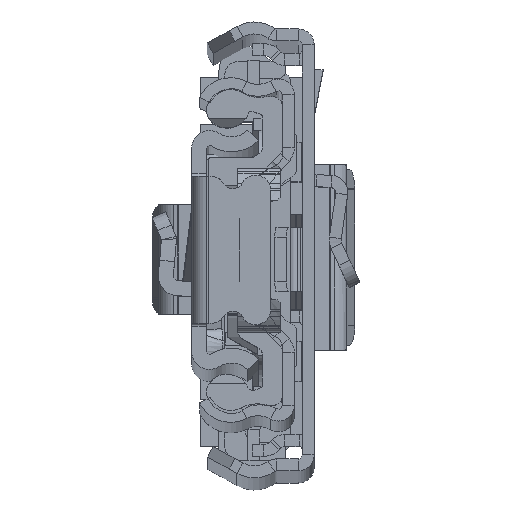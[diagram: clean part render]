
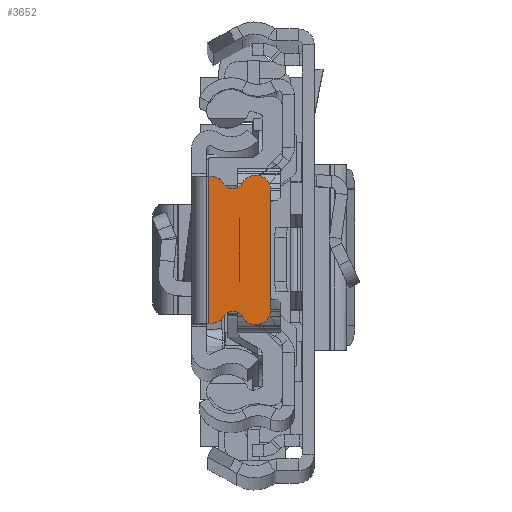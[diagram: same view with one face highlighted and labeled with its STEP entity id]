
A CAD part, top view. The second image highlights one B-rep face of the part: STEP entity #3652.
In plain terms, the highlighted planar face has unit normal (0, 0, 1).
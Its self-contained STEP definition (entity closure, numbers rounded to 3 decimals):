
#285 = CARTESIAN_POINT ( 'NONE',  ( -1.75, 0., 0. ) ) ;
#312 = DIRECTION ( 'NONE',  ( -1., 0., 0. ) ) ;
#543 = VECTOR ( 'NONE', #15691, 1000. ) ;
#1137 = CARTESIAN_POINT ( 'NONE',  ( -5.109, 6.713, 0. ) ) ;
#1283 = LINE ( 'NONE', #14154, #25715 ) ;
#1993 = EDGE_CURVE ( 'NONE', #21021, #11381, #26079, .T. ) ;
#2191 = DIRECTION ( 'NONE',  ( 0., 0., 1. ) ) ;
#2452 = EDGE_CURVE ( 'NONE', #16717, #22647, #16174, .T. ) ;
#2854 = ORIENTED_EDGE ( 'NONE', *, *, #24135, .T. ) ;
#3083 = DIRECTION ( 'NONE',  ( -1., 0., 0. ) ) ;
#3341 = VERTEX_POINT ( 'NONE', #32249 ) ;
#3652 = ADVANCED_FACE ( 'NONE', ( #8587 ), #19347, .T. ) ;
#3792 = AXIS2_PLACEMENT_3D ( 'NONE', #24161, #7929, #21692 ) ;
#4573 = DIRECTION ( 'NONE',  ( 0., 0., -1. ) ) ;
#4724 = LINE ( 'NONE', #285, #31310 ) ;
#4941 = CARTESIAN_POINT ( 'NONE',  ( -7.929, -6., 0. ) ) ;
#5592 = EDGE_CURVE ( 'NONE', #11381, #28577, #31420, .T. ) ;
#5945 = DIRECTION ( 'NONE',  ( 1., 0., 0. ) ) ;
#6544 = AXIS2_PLACEMENT_3D ( 'NONE', #30552, #8535, #3083 ) ;
#6914 = VERTEX_POINT ( 'NONE', #31688 ) ;
#7588 = CIRCLE ( 'NONE', #34606, 1.5 ) ;
#7929 = DIRECTION ( 'NONE',  ( 0., 0., 1. ) ) ;
#8507 = ORIENTED_EDGE ( 'NONE', *, *, #25135, .F. ) ;
#8535 = DIRECTION ( 'NONE',  ( 0., 0., -1. ) ) ;
#8583 = CARTESIAN_POINT ( 'NONE',  ( -1.929, -7.37, 0. ) ) ;
#8587 = FACE_OUTER_BOUND ( 'NONE', #31440, .T. ) ;
#9064 = DIRECTION ( 'NONE',  ( -1., 0., 0. ) ) ;
#10108 = CARTESIAN_POINT ( 'NONE',  ( -1.929, -5.87, 0. ) ) ;
#10394 = CARTESIAN_POINT ( 'NONE',  ( -4.142, 7.236, 0. ) ) ;
#10437 = CARTESIAN_POINT ( 'NONE',  ( -1.929, -7.37, 0. ) ) ;
#10820 = ORIENTED_EDGE ( 'NONE', *, *, #5592, .T. ) ;
#11381 = VERTEX_POINT ( 'NONE', #1137 ) ;
#11678 = EDGE_CURVE ( 'NONE', #16625, #6914, #30267, .T. ) ;
#11818 = DIRECTION ( 'NONE',  ( 0., 0., 1. ) ) ;
#12260 = CARTESIAN_POINT ( 'NONE',  ( -3.206, 6.658, 0. ) ) ;
#13589 = CARTESIAN_POINT ( 'NONE',  ( -7.929, -6., 0. ) ) ;
#14044 = ORIENTED_EDGE ( 'NONE', *, *, #2452, .F. ) ;
#14154 = CARTESIAN_POINT ( 'NONE',  ( -1.929, 7.37, 0. ) ) ;
#14403 = EDGE_CURVE ( 'NONE', #6914, #14617, #22317, .T. ) ;
#14617 = VERTEX_POINT ( 'NONE', #24322 ) ;
#15434 = ORIENTED_EDGE ( 'NONE', *, *, #29825, .T. ) ;
#15563 = DIRECTION ( 'NONE',  ( 1., 0., 0. ) ) ;
#15691 = DIRECTION ( 'NONE',  ( 0., -1., 0. ) ) ;
#15895 = VECTOR ( 'NONE', #312, 1000. ) ;
#16081 = CARTESIAN_POINT ( 'NONE',  ( -1.75, 7.37, 0. ) ) ;
#16086 = CIRCLE ( 'NONE', #24562, 1.5 ) ;
#16174 = LINE ( 'NONE', #8583, #15895 ) ;
#16532 = AXIS2_PLACEMENT_3D ( 'NONE', #10394, #4573, #18524 ) ;
#16625 = VERTEX_POINT ( 'NONE', #13589 ) ;
#16717 = VERTEX_POINT ( 'NONE', #16916 ) ;
#16751 = DIRECTION ( 'NONE',  ( -1., 0., 0. ) ) ;
#16916 = CARTESIAN_POINT ( 'NONE',  ( -1.75, -7.37, 0. ) ) ;
#17756 = ORIENTED_EDGE ( 'NONE', *, *, #11678, .T. ) ;
#18524 = DIRECTION ( 'NONE',  ( 1., 0., 0. ) ) ;
#19347 = PLANE ( 'NONE',  #32934 ) ;
#20277 = CARTESIAN_POINT ( 'NONE',  ( -7.929, 6., 0. ) ) ;
#21021 = VERTEX_POINT ( 'NONE', #12260 ) ;
#21383 = ORIENTED_EDGE ( 'NONE', *, *, #14403, .T. ) ;
#21646 = ORIENTED_EDGE ( 'NONE', *, *, #25792, .F. ) ;
#21692 = DIRECTION ( 'NONE',  ( 1., 0., 0. ) ) ;
#22317 = CIRCLE ( 'NONE', #6544, 1.1 ) ;
#22647 = VERTEX_POINT ( 'NONE', #10437 ) ;
#22821 = CARTESIAN_POINT ( 'NONE',  ( -1.929, 5.87, 0. ) ) ;
#24135 = EDGE_CURVE ( 'NONE', #3341, #21021, #7588, .T. ) ;
#24161 = CARTESIAN_POINT ( 'NONE',  ( -6.429, -6., 0. ) ) ;
#24214 = EDGE_CURVE ( 'NONE', #14617, #22647, #16086, .T. ) ;
#24322 = CARTESIAN_POINT ( 'NONE',  ( -3.206, -6.658, 0. ) ) ;
#24562 = AXIS2_PLACEMENT_3D ( 'NONE', #10108, #2191, #15563 ) ;
#24655 = CARTESIAN_POINT ( 'NONE',  ( 692.771, 0., 0. ) ) ;
#24756 = DIRECTION ( 'NONE',  ( 1., 0., 0. ) ) ;
#25135 = EDGE_CURVE ( 'NONE', #28364, #16717, #4724, .T. ) ;
#25715 = VECTOR ( 'NONE', #24756, 1000. ) ;
#25792 = EDGE_CURVE ( 'NONE', #3341, #28364, #1283, .T. ) ;
#26079 = CIRCLE ( 'NONE', #16532, 1.1 ) ;
#27354 = ORIENTED_EDGE ( 'NONE', *, *, #1993, .T. ) ;
#28364 = VERTEX_POINT ( 'NONE', #16081 ) ;
#28577 = VERTEX_POINT ( 'NONE', #20277 ) ;
#29055 = DIRECTION ( 'NONE',  ( 0., -1., 0. ) ) ;
#29085 = LINE ( 'NONE', #4941, #543 ) ;
#29825 = EDGE_CURVE ( 'NONE', #28577, #16625, #29085, .T. ) ;
#30092 = DIRECTION ( 'NONE',  ( 0., 0., 1. ) ) ;
#30267 = CIRCLE ( 'NONE', #3792, 1.5 ) ;
#30552 = CARTESIAN_POINT ( 'NONE',  ( -4.142, -7.236, 0. ) ) ;
#30968 = ORIENTED_EDGE ( 'NONE', *, *, #24214, .T. ) ;
#31310 = VECTOR ( 'NONE', #29055, 1000. ) ;
#31420 = CIRCLE ( 'NONE', #34227, 1.5 ) ;
#31440 = EDGE_LOOP ( 'NONE', ( #8507, #21646, #2854, #27354, #10820, #15434, #17756, #21383, #30968, #14044 ) ) ;
#31688 = CARTESIAN_POINT ( 'NONE',  ( -5.109, -6.713, 0. ) ) ;
#32249 = CARTESIAN_POINT ( 'NONE',  ( -1.929, 7.37, 0. ) ) ;
#32934 = AXIS2_PLACEMENT_3D ( 'NONE', #24655, #30092, #5945 ) ;
#33286 = CARTESIAN_POINT ( 'NONE',  ( -6.429, 6., 0. ) ) ;
#33550 = DIRECTION ( 'NONE',  ( 0., 0., 1. ) ) ;
#34227 = AXIS2_PLACEMENT_3D ( 'NONE', #33286, #11818, #16751 ) ;
#34606 = AXIS2_PLACEMENT_3D ( 'NONE', #22821, #33550, #9064 ) ;
